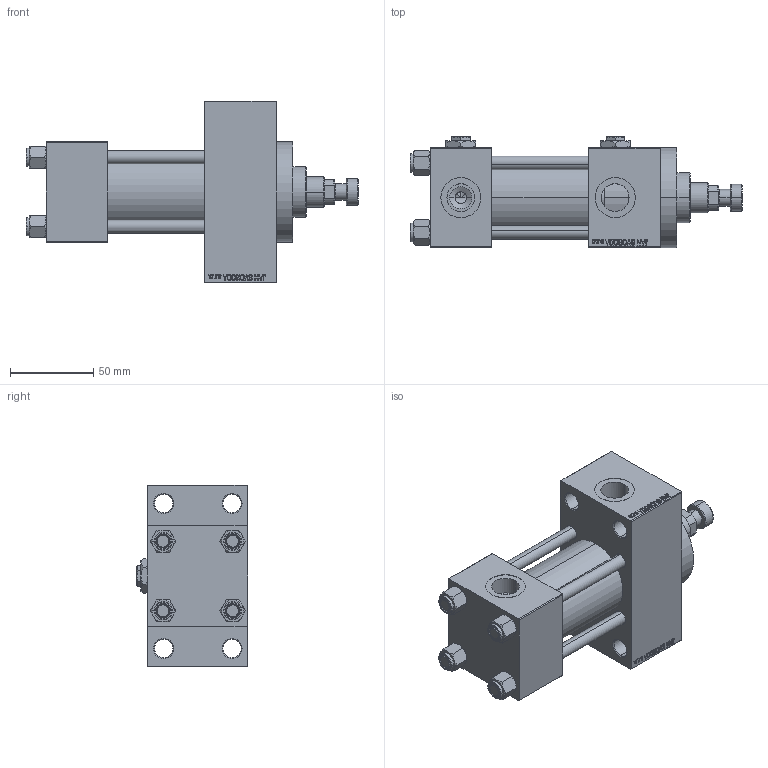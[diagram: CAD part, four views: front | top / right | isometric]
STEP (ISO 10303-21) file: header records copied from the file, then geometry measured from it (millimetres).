
FILE_DESCRIPTION (( 'STEP AP203' ), '1' );
FILE_NAME ('c573.STEP', '2025-04-16T10:31:35', ( '' ), ( '' ), 'SwSTEP 2.0', 'SolidWorks 2019', '' );
FILE_SCHEMA (( 'CONFIG_CONTROL_DESIGN' ));
Length unit declared in the file: millimetre
Products named in the file (8): V215CR_D_TYCINKA 9208226346fdd3f71b2d4af45a7b8dc7; V215CR_D_Body 9208226346fdd3f71b2d4af45a7b8dc7; V215CR_ROD_END_W 9208226346fdd3f71b2d4af45a7b8dc7; NUT_M5_D 9208226346fdd3f71b2d4af45a7b8dc7; c573; Zatka_pro_OIL_PORT 9208226346fdd3f71b2d4af45a7b8dc7; V215_VC_A 9208226346fdd3f71b2d4af45a7b8dc7; V215CR_VCP_D 9208226346fdd3f71b2d4af45a7b8dc7
Assembly tree (14 placements, depth 2):
  c573
    V215CR_D_Body 9208226346fdd3f71b2d4af45a7b8dc7
    V215CR_VCP_D 9208226346fdd3f71b2d4af45a7b8dc7
    NUT_M5_D 9208226346fdd3f71b2d4af45a7b8dc7  x4
    V215CR_D_TYCINKA 9208226346fdd3f71b2d4af45a7b8dc7  x4
    V215_VC_A 9208226346fdd3f71b2d4af45a7b8dc7
    V215CR_ROD_END_W 9208226346fdd3f71b2d4af45a7b8dc7
    Zatka_pro_OIL_PORT 9208226346fdd3f71b2d4af45a7b8dc7  x2
Bounding box: 199 x 67 x 109 mm (x, y, z)
Volume: 512293.1 mm3; surface area: 126168 mm2
Topology: 14 solids, 14 shells, 1218 faces, 3014 edges, 1940 vertices
Faces by surface type: plane 549, bspline 368, cone 186, cylinder 103, torus 12
Entity records: 49743 total; most frequent: CARTESIAN_POINT 25759, ORIENTED_EDGE 5328, DIRECTION 3524, EDGE_CURVE 2664, VERTEX_POINT 1738, VECTOR 1560, LINE 1560, EDGE_LOOP 1194
